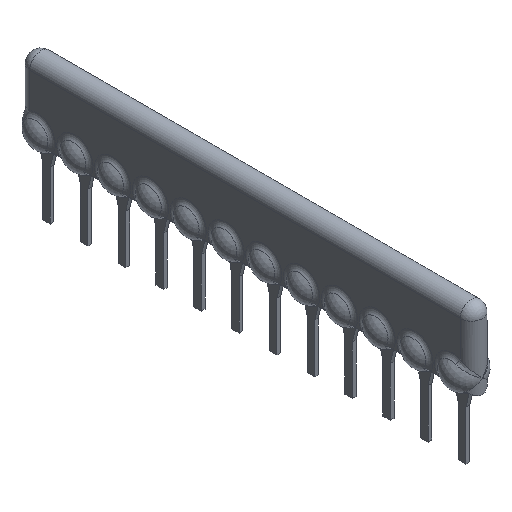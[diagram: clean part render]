
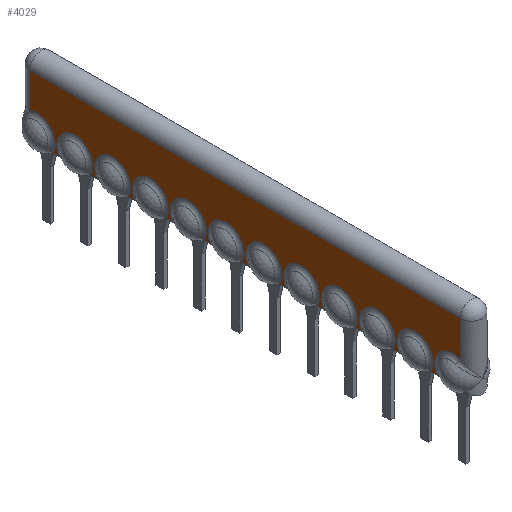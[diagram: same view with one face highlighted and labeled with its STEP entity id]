
A CAD part, isometric view. The second image highlights one B-rep face of the part: STEP entity #4029.
In plain terms, the highlighted planar face has unit normal (-1, 0, 0).
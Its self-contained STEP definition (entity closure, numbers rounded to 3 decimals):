
#187=CARTESIAN_POINT('',(-0.75,29.185,0.));
#188=DIRECTION('',(1.,0.,0.));
#189=DIRECTION('',(0.,0.407,0.914));
#190=AXIS2_PLACEMENT_3D('',#187,#188,#189);
#534=CARTESIAN_POINT('',(-0.75,0.75,
1.112));
#696=DIRECTION('',(0.,0.,-1.));
#697=VECTOR('',#696,2.353);
#698=CARTESIAN_POINT('',(-0.75,29.68,3.465));
#699=LINE('',#698,#697);
#700=DIRECTION('',(0.,0.,-1.));
#701=VECTOR('',#700,2.353);
#702=CARTESIAN_POINT('',(-0.75,0.75,3.465));
#703=LINE('',#702,#701);
#704=CARTESIAN_POINT('',(-0.75,1.245,0.));
#705=DIRECTION('',(1.,0.,0.));
#706=DIRECTION('',(0.,0.875,-0.484));
#707=AXIS2_PLACEMENT_3D('',#704,#705,#706);
#709=DIRECTION('',(0.,1.,0.));
#710=VECTOR('',#709,0.409);
#711=CARTESIAN_POINT('',(-0.75,2.311,-0.589));
#712=LINE('',#711,#710);
#713=DIRECTION('',(0.,1.,0.));
#714=VECTOR('',#713,0.409);
#715=CARTESIAN_POINT('',(-0.75,4.851,-0.589));
#716=LINE('',#715,#714);
#717=DIRECTION('',(0.,1.,0.));
#718=VECTOR('',#717,0.409);
#719=CARTESIAN_POINT('',(-0.75,7.391,-0.589));
#720=LINE('',#719,#718);
#721=DIRECTION('',(0.,1.,0.));
#722=VECTOR('',#721,0.409);
#723=CARTESIAN_POINT('',(-0.75,9.931,-0.589));
#724=LINE('',#723,#722);
#725=DIRECTION('',(0.,1.,0.));
#726=VECTOR('',#725,0.409);
#727=CARTESIAN_POINT('',(-0.75,12.471,-0.589));
#728=LINE('',#727,#726);
#729=DIRECTION('',(0.,1.,0.));
#730=VECTOR('',#729,0.409);
#731=CARTESIAN_POINT('',(-0.75,15.011,-0.589));
#732=LINE('',#731,#730);
#733=DIRECTION('',(0.,1.,0.));
#734=VECTOR('',#733,0.409);
#735=CARTESIAN_POINT('',(-0.75,17.551,-0.589));
#736=LINE('',#735,#734);
#737=DIRECTION('',(0.,1.,0.));
#738=VECTOR('',#737,0.409);
#739=CARTESIAN_POINT('',(-0.75,20.091,-0.589));
#740=LINE('',#739,#738);
#741=DIRECTION('',(0.,1.,0.));
#742=VECTOR('',#741,0.409);
#743=CARTESIAN_POINT('',(-0.75,22.631,-0.589));
#744=LINE('',#743,#742);
#745=DIRECTION('',(0.,1.,0.));
#746=VECTOR('',#745,0.409);
#747=CARTESIAN_POINT('',(-0.75,25.171,-0.589));
#748=LINE('',#747,#746);
#749=DIRECTION('',(0.,1.,0.));
#750=VECTOR('',#749,0.409);
#751=CARTESIAN_POINT('',(-0.75,27.711,-0.589));
#752=LINE('',#751,#750);
#763=DIRECTION('',(0.,1.,0.));
#764=VECTOR('',#763,28.93);
#765=CARTESIAN_POINT('',(-0.75,0.75,3.465));
#766=LINE('',#765,#764);
#777=CARTESIAN_POINT('',(-0.75,3.785,0.));
#778=DIRECTION('',(1.,0.,0.));
#779=DIRECTION('',(0.,0.875,-0.484));
#780=AXIS2_PLACEMENT_3D('',#777,#778,#779);
#933=CARTESIAN_POINT('',(-0.75,6.325,0.));
#934=DIRECTION('',(1.,0.,0.));
#935=DIRECTION('',(0.,0.875,-0.484));
#936=AXIS2_PLACEMENT_3D('',#933,#934,#935);
#1099=CARTESIAN_POINT('',(-0.75,8.865,0.));
#1100=DIRECTION('',(1.,0.,0.));
#1101=DIRECTION('',(0.,0.875,-0.484));
#1102=AXIS2_PLACEMENT_3D('',#1099,#1100,#1101);
#1260=CARTESIAN_POINT('',(-0.75,11.405,0.));
#1261=DIRECTION('',(1.,0.,0.));
#1262=DIRECTION('',(0.,0.875,-0.484));
#1263=AXIS2_PLACEMENT_3D('',#1260,#1261,#1262);
#1426=CARTESIAN_POINT('',(-0.75,13.945,0.));
#1427=DIRECTION('',(1.,0.,0.));
#1428=DIRECTION('',(0.,0.875,-0.484));
#1429=AXIS2_PLACEMENT_3D('',#1426,#1427,#1428);
#1592=CARTESIAN_POINT('',(-0.75,16.485,0.));
#1593=DIRECTION('',(1.,0.,0.));
#1594=DIRECTION('',(0.,0.875,-0.484));
#1595=AXIS2_PLACEMENT_3D('',#1592,#1593,#1594);
#1758=CARTESIAN_POINT('',(-0.75,19.025,0.));
#1759=DIRECTION('',(1.,0.,0.));
#1760=DIRECTION('',(0.,0.875,-0.484));
#1761=AXIS2_PLACEMENT_3D('',#1758,#1759,#1760);
#1924=CARTESIAN_POINT('',(-0.75,21.565,0.));
#1925=DIRECTION('',(1.,0.,0.));
#1926=DIRECTION('',(0.,0.875,-0.484));
#1927=AXIS2_PLACEMENT_3D('',#1924,#1925,#1926);
#2090=CARTESIAN_POINT('',(-0.75,24.105,0.));
#2091=DIRECTION('',(1.,0.,0.));
#2092=DIRECTION('',(0.,0.875,-0.484));
#2093=AXIS2_PLACEMENT_3D('',#2090,#2091,#2092);
#2256=CARTESIAN_POINT('',(-0.75,26.645,0.));
#2257=DIRECTION('',(1.,0.,0.));
#2258=DIRECTION('',(0.,0.875,-0.484));
#2259=AXIS2_PLACEMENT_3D('',#2256,#2257,#2258);
#2512=CARTESIAN_POINT('',(-0.75,0.75,3.465));
#2514=VERTEX_POINT('',#2512);
#2517=VERTEX_POINT('',#534);
#2520=CARTESIAN_POINT('',(-0.75,2.311,-0.589));
#2521=VERTEX_POINT('',#2520);
#2539=CARTESIAN_POINT('',(-0.75,4.851,-0.589));
#2540=CARTESIAN_POINT('',(-0.75,5.259,-0.589));
#2541=VERTEX_POINT('',#2539);
#2542=VERTEX_POINT('',#2540);
#2547=CARTESIAN_POINT('',(-0.75,2.719,-0.589));
#2548=VERTEX_POINT('',#2547);
#2559=CARTESIAN_POINT('',(-0.75,7.391,-0.589));
#2560=CARTESIAN_POINT('',(-0.75,7.799,-0.589));
#2561=VERTEX_POINT('',#2559);
#2562=VERTEX_POINT('',#2560);
#2563=CARTESIAN_POINT('',(-0.75,9.931,-0.589));
#2564=CARTESIAN_POINT('',(-0.75,10.339,-0.589));
#2565=VERTEX_POINT('',#2563);
#2566=VERTEX_POINT('',#2564);
#2567=CARTESIAN_POINT('',(-0.75,12.471,-0.589));
#2568=CARTESIAN_POINT('',(-0.75,12.879,-0.589));
#2569=VERTEX_POINT('',#2567);
#2570=VERTEX_POINT('',#2568);
#2571=CARTESIAN_POINT('',(-0.75,15.011,-0.589));
#2572=CARTESIAN_POINT('',(-0.75,15.419,-0.589));
#2573=VERTEX_POINT('',#2571);
#2574=VERTEX_POINT('',#2572);
#2575=CARTESIAN_POINT('',(-0.75,17.551,-0.589));
#2576=CARTESIAN_POINT('',(-0.75,17.959,-0.589));
#2577=VERTEX_POINT('',#2575);
#2578=VERTEX_POINT('',#2576);
#2579=CARTESIAN_POINT('',(-0.75,20.091,-0.589));
#2580=CARTESIAN_POINT('',(-0.75,20.499,-0.589));
#2581=VERTEX_POINT('',#2579);
#2582=VERTEX_POINT('',#2580);
#2583=CARTESIAN_POINT('',(-0.75,22.631,-0.589));
#2584=CARTESIAN_POINT('',(-0.75,23.039,-0.589));
#2585=VERTEX_POINT('',#2583);
#2586=VERTEX_POINT('',#2584);
#2587=CARTESIAN_POINT('',(-0.75,25.171,-0.589));
#2588=CARTESIAN_POINT('',(-0.75,25.579,-0.589));
#2589=VERTEX_POINT('',#2587);
#2590=VERTEX_POINT('',#2588);
#2591=CARTESIAN_POINT('',(-0.75,27.711,-0.589));
#2592=CARTESIAN_POINT('',(-0.75,28.119,-0.589));
#2593=VERTEX_POINT('',#2591);
#2594=VERTEX_POINT('',#2592);
#2999=CARTESIAN_POINT('',(-0.75,29.68,3.465));
#3000=CARTESIAN_POINT('',(-0.75,29.68,1.112));
#3001=VERTEX_POINT('',#2999);
#3002=VERTEX_POINT('',#3000);
#3985=CARTESIAN_POINT('',(-0.75,0.,-0.589));
#3986=DIRECTION('',(-1.,0.,0.));
#3987=DIRECTION('',(0.,0.,1.));
#3988=AXIS2_PLACEMENT_3D('',#3985,#3986,#3987);
#3989=PLANE('',#3988);
#3990=ORIENTED_EDGE('',*,*,#3318,.F.);
#3992=ORIENTED_EDGE('',*,*,#3991,.F.);
#3993=ORIENTED_EDGE('',*,*,#3766,.T.);
#3994=ORIENTED_EDGE('',*,*,#3976,.F.);
#3995=ORIENTED_EDGE('',*,*,#3525,.T.);
#3997=ORIENTED_EDGE('',*,*,#3996,.F.);
#3998=ORIENTED_EDGE('',*,*,#3509,.T.);
#4000=ORIENTED_EDGE('',*,*,#3999,.F.);
#4001=ORIENTED_EDGE('',*,*,#3733,.T.);
#4003=ORIENTED_EDGE('',*,*,#4002,.F.);
#4004=ORIENTED_EDGE('',*,*,#3703,.T.);
#4006=ORIENTED_EDGE('',*,*,#4005,.F.);
#4007=ORIENTED_EDGE('',*,*,#3680,.T.);
#4009=ORIENTED_EDGE('',*,*,#4008,.F.);
#4010=ORIENTED_EDGE('',*,*,#3657,.T.);
#4012=ORIENTED_EDGE('',*,*,#4011,.F.);
#4013=ORIENTED_EDGE('',*,*,#3634,.T.);
#4015=ORIENTED_EDGE('',*,*,#4014,.F.);
#4016=ORIENTED_EDGE('',*,*,#3611,.T.);
#4018=ORIENTED_EDGE('',*,*,#4017,.F.);
#4019=ORIENTED_EDGE('',*,*,#3588,.T.);
#4021=ORIENTED_EDGE('',*,*,#4020,.F.);
#4022=ORIENTED_EDGE('',*,*,#3565,.T.);
#4024=ORIENTED_EDGE('',*,*,#4023,.F.);
#4025=ORIENTED_EDGE('',*,*,#3544,.T.);
#4026=ORIENTED_EDGE('',*,*,#3207,.F.);
#4027=EDGE_LOOP('',(#3990,#3992,#3993,#3994,#3995,#3997,#3998,#4000,#4001,#4003,
#4004,#4006,#4007,#4009,#4010,#4012,#4013,#4015,#4016,#4018,#4019,#4021,#4022,
#4024,#4025,#4026));
#4028=FACE_OUTER_BOUND('',#4027,.F.);
#191=CIRCLE('',#190,1.218);
#708=CIRCLE('',#707,1.218);
#781=CIRCLE('',#780,1.218);
#937=CIRCLE('',#936,1.218);
#1103=CIRCLE('',#1102,1.218);
#1264=CIRCLE('',#1263,1.218);
#1430=CIRCLE('',#1429,1.218);
#1596=CIRCLE('',#1595,1.218);
#1762=CIRCLE('',#1761,1.218);
#1928=CIRCLE('',#1927,1.218);
#2094=CIRCLE('',#2093,1.218);
#2260=CIRCLE('',#2259,1.218);
#3207=EDGE_CURVE('',#3002,#2594,#191,.T.);
#3318=EDGE_CURVE('',#3001,#3002,#699,.T.);
#3509=EDGE_CURVE('',#2541,#2542,#716,.T.);
#3525=EDGE_CURVE('',#2521,#2548,#712,.T.);
#3544=EDGE_CURVE('',#2593,#2594,#752,.T.);
#3565=EDGE_CURVE('',#2589,#2590,#748,.T.);
#3588=EDGE_CURVE('',#2585,#2586,#744,.T.);
#3611=EDGE_CURVE('',#2581,#2582,#740,.T.);
#3634=EDGE_CURVE('',#2577,#2578,#736,.T.);
#3657=EDGE_CURVE('',#2573,#2574,#732,.T.);
#3680=EDGE_CURVE('',#2569,#2570,#728,.T.);
#3703=EDGE_CURVE('',#2565,#2566,#724,.T.);
#3733=EDGE_CURVE('',#2561,#2562,#720,.T.);
#3766=EDGE_CURVE('',#2514,#2517,#703,.T.);
#3976=EDGE_CURVE('',#2521,#2517,#708,.T.);
#3991=EDGE_CURVE('',#2514,#3001,#766,.T.);
#3996=EDGE_CURVE('',#2541,#2548,#781,.T.);
#3999=EDGE_CURVE('',#2561,#2542,#937,.T.);
#4002=EDGE_CURVE('',#2565,#2562,#1103,.T.);
#4005=EDGE_CURVE('',#2569,#2566,#1264,.T.);
#4008=EDGE_CURVE('',#2573,#2570,#1430,.T.);
#4011=EDGE_CURVE('',#2577,#2574,#1596,.T.);
#4014=EDGE_CURVE('',#2581,#2578,#1762,.T.);
#4017=EDGE_CURVE('',#2585,#2582,#1928,.T.);
#4020=EDGE_CURVE('',#2589,#2586,#2094,.T.);
#4023=EDGE_CURVE('',#2593,#2590,#2260,.T.);
#4029=ADVANCED_FACE('',(#4028),#3989,.T.);
